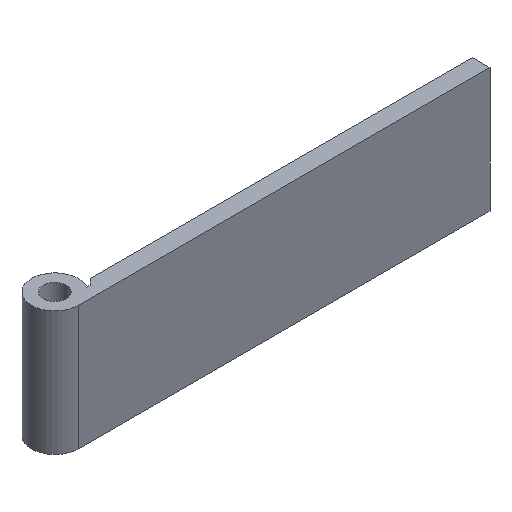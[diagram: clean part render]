
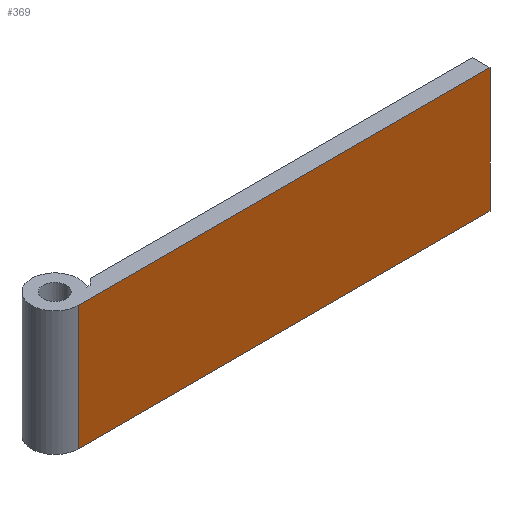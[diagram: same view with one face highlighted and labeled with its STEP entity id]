
A CAD part, isometric view. The second image highlights one B-rep face of the part: STEP entity #369.
In plain terms, the highlighted planar face has unit normal (0, -1, 0).
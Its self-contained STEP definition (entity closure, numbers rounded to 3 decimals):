
#5 = VECTOR ( 'NONE', #294, 1000. ) ;
#8 = AXIS2_PLACEMENT_3D ( 'NONE', #308, #309, #310 ) ;
#16 = FACE_OUTER_BOUND ( 'NONE', #259, .T. ) ;
#38 = EDGE_CURVE ( 'NONE', #413, #411, #252, .T. ) ;
#41 = EDGE_CURVE ( 'NONE', #413, #410, #242, .T. ) ;
#61 = EDGE_CURVE ( 'NONE', #410, #373, #183, .T. ) ;
#73 = VECTOR ( 'NONE', #181, 1000. ) ;
#84 = VECTOR ( 'NONE', #250, 1000. ) ;
#102 = VECTOR ( 'NONE', #240, 1000. ) ;
#114 = CARTESIAN_POINT ( 'NONE',  ( 0., -6., -16. ) ) ;
#115 = CARTESIAN_POINT ( 'NONE',  ( 106., -6., 16. ) ) ;
#117 = CARTESIAN_POINT ( 'NONE',  ( 0., -6., 16. ) ) ;
#181 = DIRECTION ( 'NONE',  ( 1., 0., 0. ) ) ;
#182 = CARTESIAN_POINT ( 'NONE',  ( 106., -6., -16. ) ) ;
#183 = LINE ( 'NONE', #182, #73 ) ;
#240 = DIRECTION ( 'NONE',  ( 0., 0., -1. ) ) ;
#241 = CARTESIAN_POINT ( 'NONE',  ( 0., -6., 16. ) ) ;
#242 = LINE ( 'NONE', #241, #102 ) ;
#250 = DIRECTION ( 'NONE',  ( 1., 0., 0. ) ) ;
#251 = CARTESIAN_POINT ( 'NONE',  ( 106., -6., 16. ) ) ;
#252 = LINE ( 'NONE', #251, #84 ) ;
#259 = EDGE_LOOP ( 'NONE', ( #409, #385, #394, #417 ) ) ;
#292 = LINE ( 'NONE', #293, #5 ) ;
#293 = CARTESIAN_POINT ( 'NONE',  ( 106., -6., 16. ) ) ;
#294 = DIRECTION ( 'NONE',  ( 0., 0., -1. ) ) ;
#307 = PLANE ( 'NONE',  #8 ) ;
#308 = CARTESIAN_POINT ( 'NONE',  ( 106., -6., 16. ) ) ;
#309 = DIRECTION ( 'NONE',  ( 0., 1., 0. ) ) ;
#310 = DIRECTION ( 'NONE',  ( -1., 0., 0. ) ) ;
#315 = CARTESIAN_POINT ( 'NONE',  ( 106., -6., -16. ) ) ;
#353 = EDGE_CURVE ( 'NONE', #411, #373, #292, .T. ) ;
#369 = ADVANCED_FACE ( 'NONE', ( #16 ), #307, .F. ) ;
#373 = VERTEX_POINT ( 'NONE', #315 ) ;
#385 = ORIENTED_EDGE ( 'NONE', *, *, #353, .F. ) ;
#394 = ORIENTED_EDGE ( 'NONE', *, *, #38, .F. ) ;
#409 = ORIENTED_EDGE ( 'NONE', *, *, #61, .T. ) ;
#410 = VERTEX_POINT ( 'NONE', #114 ) ;
#411 = VERTEX_POINT ( 'NONE', #115 ) ;
#413 = VERTEX_POINT ( 'NONE', #117 ) ;
#417 = ORIENTED_EDGE ( 'NONE', *, *, #41, .T. ) ;
